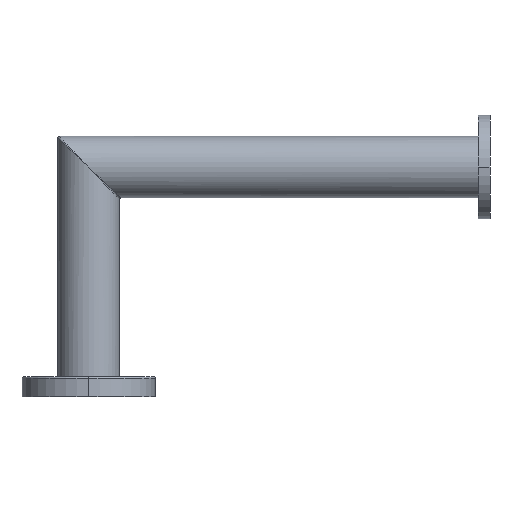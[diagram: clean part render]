
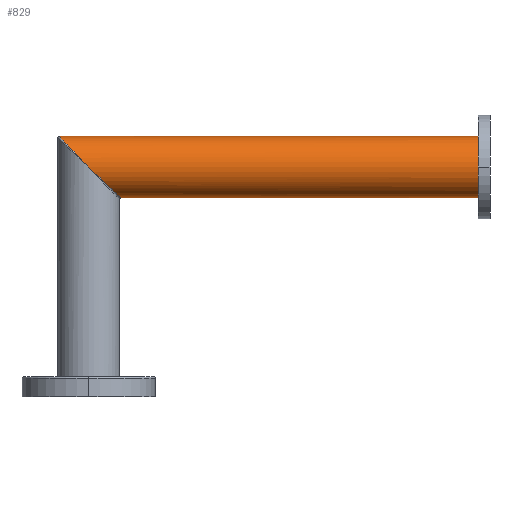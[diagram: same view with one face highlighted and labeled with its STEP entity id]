
A CAD part, front view. The second image highlights one B-rep face of the part: STEP entity #829.
In plain terms, the highlighted cylindrical face has radius 10.287 mm (diameter 20.574 mm), a partial arc.
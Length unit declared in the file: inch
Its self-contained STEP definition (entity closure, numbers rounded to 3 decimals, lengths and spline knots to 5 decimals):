
#377=CARTESIAN_POINT('',(-0.385,0.,
3.421));
#399=CARTESIAN_POINT('',(0.425,0.,
2.611));
#404=DIRECTION('',(1.,0.,0.));
#405=VECTOR('',#404,4.693);
#406=CARTESIAN_POINT('',(0.425,0.,
2.611));
#407=LINE('',#406,#405);
#457=CARTESIAN_POINT('',(5.118,0.,3.016));
#458=DIRECTION('',(1.,0.,0.));
#459=DIRECTION('',(0.,0.,1.));
#460=AXIS2_PLACEMENT_3D('',#457,#458,#459);
#465=CARTESIAN_POINT('',(0.425,0.,
2.611));
#466=CARTESIAN_POINT('',(0.425,-0.01093,
2.611));
#467=CARTESIAN_POINT('',(0.42407,-0.033,
2.61189));
#468=CARTESIAN_POINT('',(0.41975,-0.06643,
2.616));
#469=CARTESIAN_POINT('',(0.41234,-0.10017,
2.62307));
#470=CARTESIAN_POINT('',(0.40164,-0.13402,
2.63326));
#471=CARTESIAN_POINT('',(0.3874,-0.16792,
2.64683));
#472=CARTESIAN_POINT('',(0.36925,-0.20177,
2.66413));
#473=CARTESIAN_POINT('',(0.34679,-0.2353,
2.68553));
#474=CARTESIAN_POINT('',(0.31967,-0.26802,
2.71137));
#475=CARTESIAN_POINT('',(0.28756,-0.29934,
2.74197));
#476=CARTESIAN_POINT('',(0.25029,-0.32844,
2.77749));
#477=CARTESIAN_POINT('',(0.20791,-0.35436,
2.81788));
#478=CARTESIAN_POINT('',(0.16078,-0.37604,
2.86279));
#479=CARTESIAN_POINT('',(0.10961,-0.39245,
2.91154));
#480=CARTESIAN_POINT('',(0.05561,-0.40267,
2.96301));
#481=CARTESIAN_POINT('',(0.01868,-0.405,
2.9982));
#482=CARTESIAN_POINT('',(0.,-0.405,
3.016));
#487=CARTESIAN_POINT('',(-0.385,0.,
3.421));
#488=CARTESIAN_POINT('',(-0.385,-0.0113,
3.421));
#489=CARTESIAN_POINT('',(-0.38409,-0.03409,
3.42005));
#490=CARTESIAN_POINT('',(-0.37994,-0.06855,
3.41567));
#491=CARTESIAN_POINT('',(-0.3728,-0.10322,
3.40817));
#492=CARTESIAN_POINT('',(-0.36255,-0.13791,
3.39739));
#493=CARTESIAN_POINT('',(-0.34899,-0.17242,
3.38312));
#494=CARTESIAN_POINT('',(-0.33184,-0.20662,
3.36507));
#495=CARTESIAN_POINT('',(-0.3108,-0.24019,
3.34295));
#496=CARTESIAN_POINT('',(-0.28563,-0.27268,
3.31646));
#497=CARTESIAN_POINT('',(-0.25612,-0.30347,
3.28543));
#498=CARTESIAN_POINT('',(-0.22222,-0.33181,
3.24976));
#499=CARTESIAN_POINT('',(-0.18405,-0.35681,
3.20961));
#500=CARTESIAN_POINT('',(-0.14193,-0.37756,
3.1653));
#501=CARTESIAN_POINT('',(-0.09659,-0.39313,
3.11761));
#502=CARTESIAN_POINT('',(-0.04899,-0.4028,
3.06753));
#503=CARTESIAN_POINT('',(-0.01644,-0.40499,
3.0333));
#504=CARTESIAN_POINT('',(0.,-0.405,
3.016));
#509=DIRECTION('',(1.,0.,0.));
#510=VECTOR('',#509,5.503);
#511=CARTESIAN_POINT('',(-0.385,0.,
3.421));
#512=LINE('',#511,#510);
#546=VERTEX_POINT('',#377);
#547=VERTEX_POINT('',#504);
#548=VERTEX_POINT('',#399);
#562=CARTESIAN_POINT('',(5.118,0.,3.421));
#563=CARTESIAN_POINT('',(5.118,0.,2.611));
#564=VERTEX_POINT('',#562);
#565=VERTEX_POINT('',#563);
#815=CARTESIAN_POINT('',(0.,0.,3.016));
#816=DIRECTION('',(1.,0.,0.));
#817=DIRECTION('',(0.,0.,1.));
#818=AXIS2_PLACEMENT_3D('',#815,#816,#817);
#819=CYLINDRICAL_SURFACE('',#818,0.405);
#820=ORIENTED_EDGE('',*,*,#771,.T.);
#821=ORIENTED_EDGE('',*,*,#755,.F.);
#823=ORIENTED_EDGE('',*,*,#822,.T.);
#825=ORIENTED_EDGE('',*,*,#824,.F.);
#826=ORIENTED_EDGE('',*,*,#750,.T.);
#827=EDGE_LOOP('',(#820,#821,#823,#825,#826));
#828=FACE_OUTER_BOUND('',#827,.F.);
#461=CIRCLE('',#460,0.405);
#483=B_SPLINE_CURVE_WITH_KNOTS('',3,(#465,#466,#467,#468,#469,#470,#471,#472,
#473,#474,#475,#476,#477,#478,#479,#480,#481,#482),.UNSPECIFIED.,.F.,.F.,(4,1,1,
1,1,1,1,1,1,1,1,1,1,1,1,4),(0.,0.06667,0.13333,0.2,
0.26667,0.33333,0.4,0.46667,0.53333,
0.6,0.66667,0.73333,0.8,0.86667,
0.93333,1.),.UNSPECIFIED.);
#505=B_SPLINE_CURVE_WITH_KNOTS('',3,(#487,#488,#489,#490,#491,#492,#493,#494,
#495,#496,#497,#498,#499,#500,#501,#502,#503,#504),.UNSPECIFIED.,.F.,.F.,(4,1,1,
1,1,1,1,1,1,1,1,1,1,1,1,4),(0.,0.06667,0.13333,0.2,
0.26667,0.33333,0.4,0.46667,0.53333,
0.6,0.66667,0.73333,0.8,0.86667,
0.93333,1.),.UNSPECIFIED.);
#750=EDGE_CURVE('',#546,#564,#512,.T.);
#755=EDGE_CURVE('',#548,#565,#407,.T.);
#771=EDGE_CURVE('',#564,#565,#461,.T.);
#822=EDGE_CURVE('',#548,#547,#483,.T.);
#824=EDGE_CURVE('',#546,#547,#505,.T.);
#829=ADVANCED_FACE('',(#828),#819,.T.);
